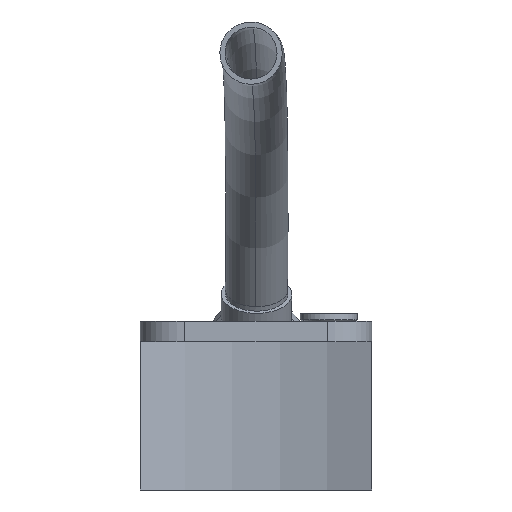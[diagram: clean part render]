
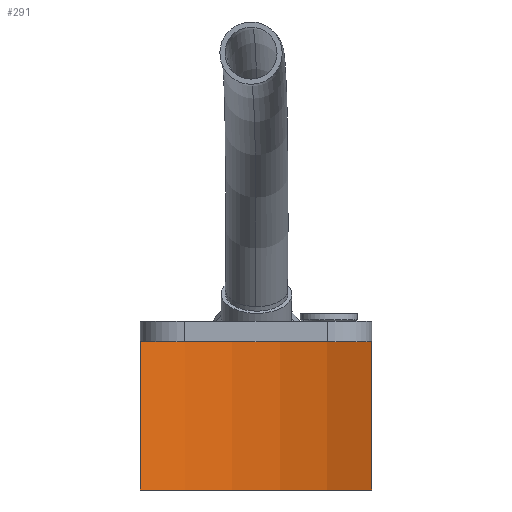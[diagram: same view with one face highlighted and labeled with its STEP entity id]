
A CAD part, front view. The second image highlights one B-rep face of the part: STEP entity #291.
In plain terms, the highlighted cylindrical face has radius 26.5 mm (diameter 53 mm), a partial arc.
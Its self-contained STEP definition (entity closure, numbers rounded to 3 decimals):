
#27 = DIRECTION ( 'NONE',  ( -1., 0., 0. ) ) ;
#151 = CARTESIAN_POINT ( 'NONE',  ( 0., 9.54, -2. ) ) ;
#252 = VERTEX_POINT ( 'NONE', #1865 ) ;
#290 = DIRECTION ( 'NONE',  ( 0., 0., -1. ) ) ;
#291 = ADVANCED_FACE ( 'NONE', ( #1043 ), #1592, .F. ) ;
#305 = EDGE_CURVE ( 'NONE', #1624, #843, #419, .T. ) ;
#322 = EDGE_CURVE ( 'NONE', #252, #791, #1769, .T. ) ;
#419 = LINE ( 'NONE', #151, #756 ) ;
#508 = CIRCLE ( 'NONE', #1363, 26.5 ) ;
#600 = CARTESIAN_POINT ( 'NONE',  ( 0., 9.54, -16.25 ) ) ;
#621 = CARTESIAN_POINT ( 'NONE',  ( 22.3, 9.54, -2. ) ) ;
#671 = CARTESIAN_POINT ( 'NONE',  ( 11.15, -14.5, -16.25 ) ) ;
#756 = VECTOR ( 'NONE', #1421, 1000. ) ;
#791 = VERTEX_POINT ( 'NONE', #621 ) ;
#793 = CARTESIAN_POINT ( 'NONE',  ( 22.3, 9.54, -2. ) ) ;
#843 = VERTEX_POINT ( 'NONE', #600 ) ;
#1032 = CIRCLE ( 'NONE', #1221, 26.5 ) ;
#1043 = FACE_OUTER_BOUND ( 'NONE', #1270, .T. ) ;
#1114 = DIRECTION ( 'NONE',  ( 0., 0., -1. ) ) ;
#1115 = DIRECTION ( 'NONE',  ( 0., 0., 1. ) ) ;
#1184 = ORIENTED_EDGE ( 'NONE', *, *, #1818, .T. ) ;
#1221 = AXIS2_PLACEMENT_3D ( 'NONE', #671, #1950, #27 ) ;
#1270 = EDGE_LOOP ( 'NONE', ( #1709, #1184, #1675, #1380 ) ) ;
#1363 = AXIS2_PLACEMENT_3D ( 'NONE', #2082, #1114, #1768 ) ;
#1380 = ORIENTED_EDGE ( 'NONE', *, *, #2068, .F. ) ;
#1421 = DIRECTION ( 'NONE',  ( 0., 0., -1. ) ) ;
#1592 = CYLINDRICAL_SURFACE ( 'NONE', #1665, 26.5 ) ;
#1624 = VERTEX_POINT ( 'NONE', #1844 ) ;
#1665 = AXIS2_PLACEMENT_3D ( 'NONE', #2083, #290, #2074 ) ;
#1675 = ORIENTED_EDGE ( 'NONE', *, *, #322, .T. ) ;
#1709 = ORIENTED_EDGE ( 'NONE', *, *, #305, .T. ) ;
#1768 = DIRECTION ( 'NONE',  ( -1., 0., 0. ) ) ;
#1769 = LINE ( 'NONE', #793, #1983 ) ;
#1818 = EDGE_CURVE ( 'NONE', #843, #252, #1032, .T. ) ;
#1844 = CARTESIAN_POINT ( 'NONE',  ( 0., 9.54, -2. ) ) ;
#1865 = CARTESIAN_POINT ( 'NONE',  ( 22.3, 9.54, -16.25 ) ) ;
#1950 = DIRECTION ( 'NONE',  ( 0., 0., -1. ) ) ;
#1983 = VECTOR ( 'NONE', #1115, 1000. ) ;
#2068 = EDGE_CURVE ( 'NONE', #1624, #791, #508, .T. ) ;
#2074 = DIRECTION ( 'NONE',  ( -1., 0., 0. ) ) ;
#2082 = CARTESIAN_POINT ( 'NONE',  ( 11.15, -14.5, -2. ) ) ;
#2083 = CARTESIAN_POINT ( 'NONE',  ( 11.15, -14.5, -2. ) ) ;
